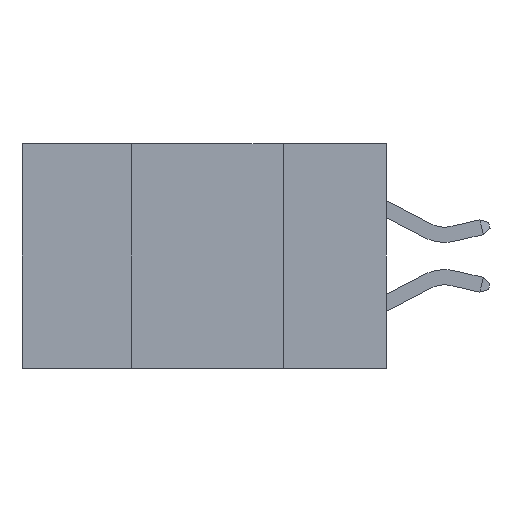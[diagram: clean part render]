
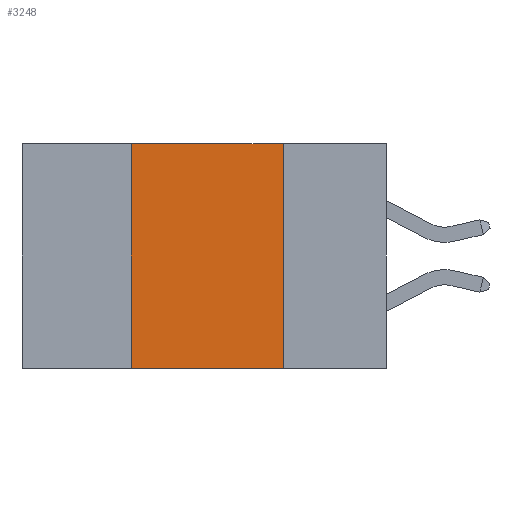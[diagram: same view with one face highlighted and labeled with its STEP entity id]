
A CAD part, left-side view. The second image highlights one B-rep face of the part: STEP entity #3248.
In plain terms, the highlighted planar face has unit normal (-1, 0, 0).
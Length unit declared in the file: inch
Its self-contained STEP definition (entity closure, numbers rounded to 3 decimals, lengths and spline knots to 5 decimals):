
#848 = VERTEX_POINT ( 'NONE', #8135 ) ;
#1102 = LINE ( 'NONE', #3706, #5167 ) ;
#1236 = CARTESIAN_POINT ( 'NONE',  ( 0., 0.42, -0.37 ) ) ;
#1551 = DIRECTION ( 'NONE',  ( 0., 0., 1. ) ) ;
#1769 = ORIENTED_EDGE ( 'NONE', *, *, #2863, .F. ) ;
#1779 = ORIENTED_EDGE ( 'NONE', *, *, #7154, .F. ) ;
#1924 = VERTEX_POINT ( 'NONE', #9734 ) ;
#2065 = VERTEX_POINT ( 'NONE', #1236 ) ;
#2528 = DIRECTION ( 'NONE',  ( 0., 0., -1. ) ) ;
#2556 = DIRECTION ( 'NONE',  ( 1., 0., 0. ) ) ;
#2863 = EDGE_CURVE ( 'NONE', #1924, #5741, #4156, .T. ) ;
#3248 = ADVANCED_FACE ( 'NONE', ( #5883 ), #5939, .F. ) ;
#3585 = LINE ( 'NONE', #9632, #3818 ) ;
#3706 = CARTESIAN_POINT ( 'NONE',  ( 0., 0.17, 0. ) ) ;
#3771 = VECTOR ( 'NONE', #6384, 39.37008 ) ;
#3818 = VECTOR ( 'NONE', #1551, 39.37008 ) ;
#4156 = LINE ( 'NONE', #8387, #3771 ) ;
#4643 = EDGE_CURVE ( 'NONE', #2065, #848, #7753, .T. ) ;
#5167 = VECTOR ( 'NONE', #6803, 39.37008 ) ;
#5741 = VERTEX_POINT ( 'NONE', #8856 ) ;
#5855 = VECTOR ( 'NONE', #9674, 39.37008 ) ;
#5883 = FACE_OUTER_BOUND ( 'NONE', #6279, .T. ) ;
#5939 = PLANE ( 'NONE',  #10008 ) ;
#6279 = EDGE_LOOP ( 'NONE', ( #9524, #1769, #1779, #9827 ) ) ;
#6384 = DIRECTION ( 'NONE',  ( 0., -1., 0. ) ) ;
#6803 = DIRECTION ( 'NONE',  ( 0., 0., -1. ) ) ;
#7154 = EDGE_CURVE ( 'NONE', #2065, #1924, #3585, .T. ) ;
#7753 = LINE ( 'NONE', #9693, #5855 ) ;
#8135 = CARTESIAN_POINT ( 'NONE',  ( 0., 0.17, -0.37 ) ) ;
#8165 = CARTESIAN_POINT ( 'NONE',  ( 0., 0.6, 0. ) ) ;
#8387 = CARTESIAN_POINT ( 'NONE',  ( 0., 0.6, 0. ) ) ;
#8856 = CARTESIAN_POINT ( 'NONE',  ( 0., 0.17, 0. ) ) ;
#9017 = EDGE_CURVE ( 'NONE', #5741, #848, #1102, .T. ) ;
#9524 = ORIENTED_EDGE ( 'NONE', *, *, #9017, .F. ) ;
#9632 = CARTESIAN_POINT ( 'NONE',  ( 0., 0.42, 0. ) ) ;
#9674 = DIRECTION ( 'NONE',  ( 0., -1., 0. ) ) ;
#9693 = CARTESIAN_POINT ( 'NONE',  ( 0., 0.6, -0.37 ) ) ;
#9734 = CARTESIAN_POINT ( 'NONE',  ( 0., 0.42, 0. ) ) ;
#9827 = ORIENTED_EDGE ( 'NONE', *, *, #4643, .T. ) ;
#10008 = AXIS2_PLACEMENT_3D ( 'NONE', #8165, #2556, #2528 ) ;
